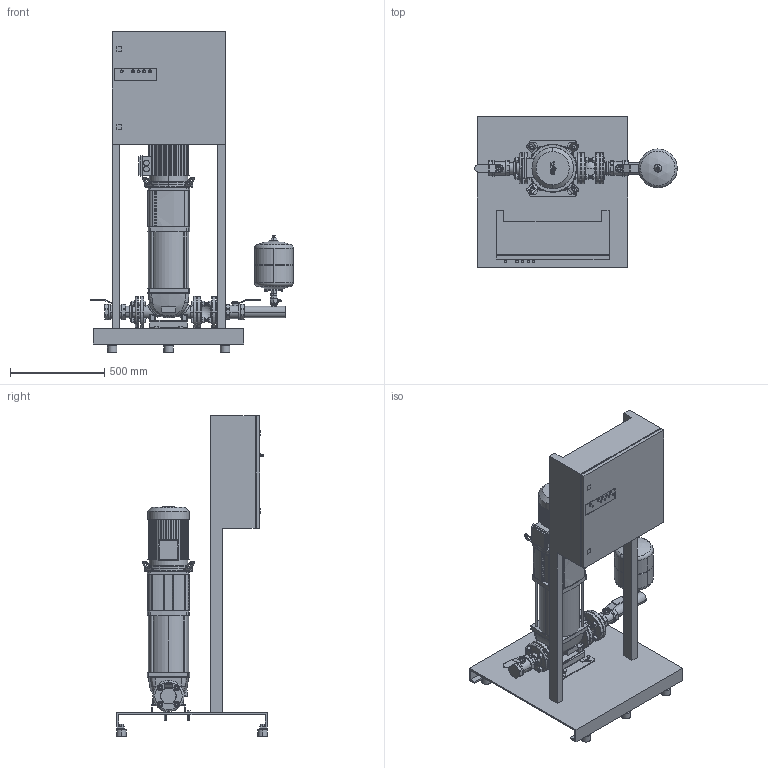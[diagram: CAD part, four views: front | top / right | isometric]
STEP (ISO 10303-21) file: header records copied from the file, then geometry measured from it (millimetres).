
FILE_DESCRIPTION((''),'2;1');
FILE_NAME('3d_FLA-1HELIXV2204_K-01PN10-2534428.stp','2013-07-05T14:15:36',(''),(''),'Mechanical Desktop 2009','Mechanical Desktop 2009',', , ');
FILE_SCHEMA(('CONFIG_CONTROL_DESIGN'));
Length unit declared in the file: millimetre
Products named in the file (1): Product
Bounding box: 1076 x 800 x 1705 mm (x, y, z)
Volume: 135360161.1 mm3; surface area: 6313224.1 mm2
Topology: 60 solids, 60 shells, 2061 faces, 5206 edges, 3397 vertices
Faces by surface type: bspline 810, plane 706, cylinder 383, cone 84, torus 74, sphere 4
Entity records: 70472 total; most frequent: CARTESIAN_POINT 21880, ORIENTED_EDGE 10404, DIRECTION 9221, EDGE_CURVE 5202, VERTEX_POINT 3397, VECTOR 3265, LINE 3265, AXIS2_PLACEMENT_3D 2978
